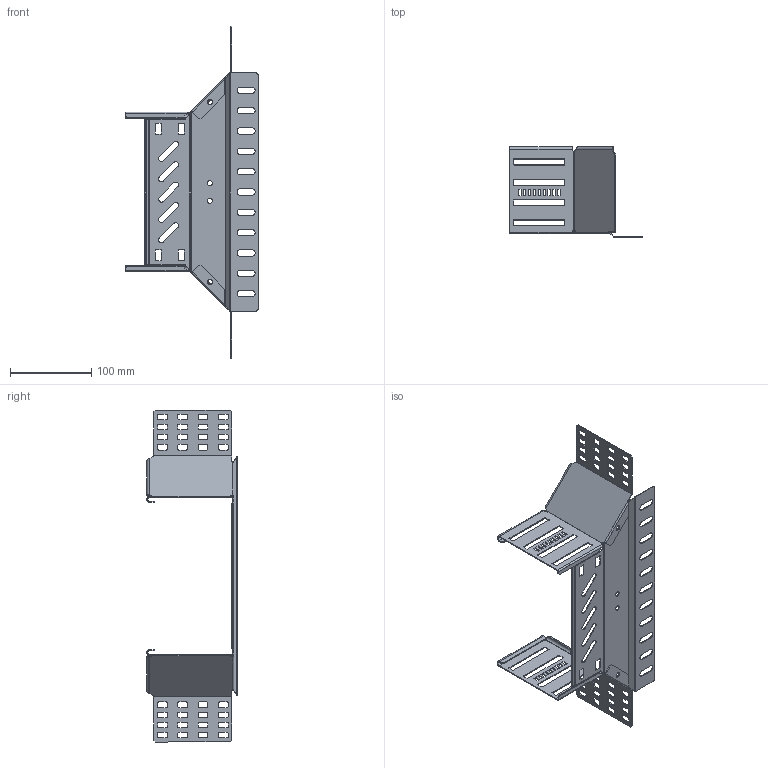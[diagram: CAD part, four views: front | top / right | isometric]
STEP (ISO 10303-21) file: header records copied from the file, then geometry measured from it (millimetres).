
FILE_DESCRIPTION (( 'STEP AP214' ), '1' );
FILE_NAME ('6042155.STEP', '2024-05-24T08:53:17', ( '' ), ( '' ), 'SwSTEP 2.0', 'SolidWorks 2022', '' );
FILE_SCHEMA (( 'AUTOMOTIVE_DESIGN' ));
Length unit declared in the file: millimetre
Products named in the file (4): 167752_200; 6042155; 180291_110 L; 180291_110 R
Assembly tree (3 placements, depth 2):
  6042155
    167752_200
    180291_110 L
    180291_110 R
Bounding box: 163.11 x 111.25 x 408.27 mm (x, y, z)
Volume: 73792.9 mm3; surface area: 148446 mm2
Topology: 3 solids, 3 shells, 703 faces, 1963 edges, 1266 vertices
Faces by surface type: plane 400, cylinder 283, bspline 20
Entity records: 25811 total; most frequent: CARTESIAN_POINT 4714, ORIENTED_EDGE 3926, DIRECTION 3773, EDGE_CURVE 1963, LINE 1343, VECTOR 1343, VERTEX_POINT 1266, AXIS2_PLACEMENT_3D 1215
